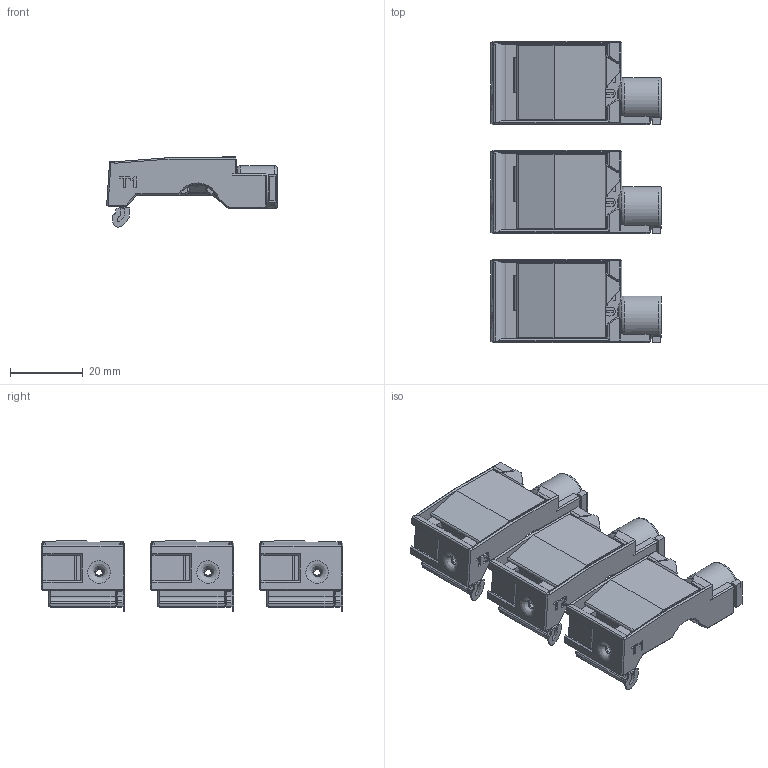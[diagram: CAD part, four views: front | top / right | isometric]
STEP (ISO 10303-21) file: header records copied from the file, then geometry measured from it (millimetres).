
FILE_DESCRIPTION(/* description */ (''),/* implementation_level */ '2;1');
FILE_NAME(/* name */ 'Filament_Path_Adjustable.step',/* time_stamp */ '2024-01-30T14:00:54+01:00',/* author */ (''),/* organization */ (''),/* preprocessor_version */ 'ST-DEVELOPER v20',/* originating_system */ 'Autodesk Translation Framework v12.14.0.127',/* authorisation */ '');
FILE_SCHEMA (('AUTOMOTIVE_DESIGN { 1 0 10303 214 3 1 1 }'));
Products named in the file (4): (Unsaved); Filament Path Tight xN; Filament Path Tighter xN; Filament Path Tightest xN
Assembly tree (3 placements, depth 2):
  (Unsaved)
    Filament Path Tight xN
    Filament Path Tighter xN
    Filament Path Tightest xN
Bounding box: 47 x 82.85 x 19.35 mm (x, y, z)
Volume: 19828.8 mm3; surface area: 23033.8 mm2
Topology: 12 solids, 30 shells, 1772 faces, 4653 edges, 2935 vertices
Faces by surface type: plane 1112, bspline 270, cylinder 246, cone 120, torus 18, sphere 6
Full cylindrical faces by diameter (mm): 2.2 x6, 2.4 x3, 4 x6, 4.4 x3
Entity records: 62856 total; most frequent: CARTESIAN_POINT 21082, ORIENTED_EDGE 9252, DIRECTION 7671, EDGE_CURVE 4626, LINE 2973, VECTOR 2973, VERTEX_POINT 2935, AXIS2_PLACEMENT_3D 2349
